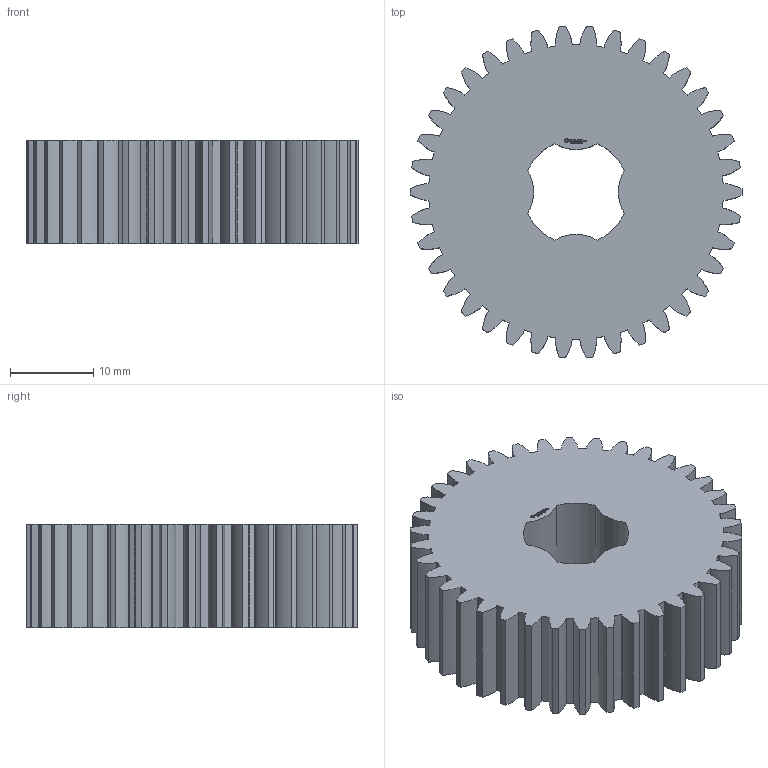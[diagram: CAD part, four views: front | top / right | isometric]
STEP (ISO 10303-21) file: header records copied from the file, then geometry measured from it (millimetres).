
FILE_DESCRIPTION(('FreeCAD Model'),'2;1');
FILE_NAME('Open CASCADE Shape Model','2024-03-09T20:14:13',(''),(''), 'Open CASCADE STEP processor 7.6','FreeCAD','Unknown');
FILE_SCHEMA(('AUTOMOTIVE_DESIGN { 1 0 10303 214 1 1 1 1 }'));
Length unit declared in the file: millimetre
Products named in the file (1): Gear Wheel PLN TTH38 BU01.00 SFT-SHD - SPN-GWH-0132 (stemfie.org)
Bounding box: 39.99 x 39.92 x 12.5 mm (x, y, z)
Volume: 12672.1 mm3; surface area: 5598.2 mm2
Topology: 1 solids, 1 shells, 707 faces, 2028 edges, 1352 vertices
Faces by surface type: extrusion 372, plane 327, cylinder 8
Entity records: 61204 total; most frequent: CARTESIAN_POINT 18344, DIRECTION 5656, VECTOR 4936, LINE 4564, ORIENTED_EDGE 4056, PCURVE 4056, DEFINITIONAL_REPRESENTATION 4056, EDGE_CURVE 2028
